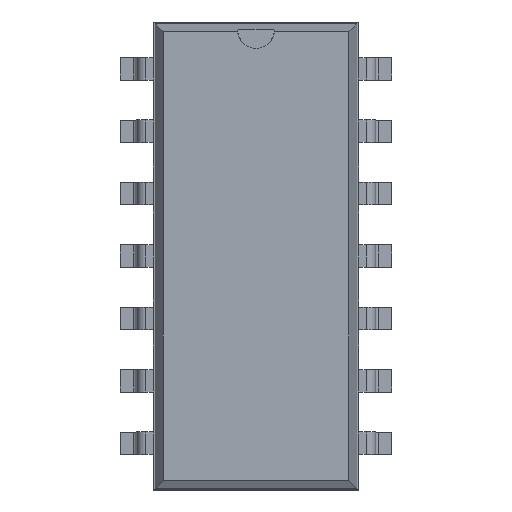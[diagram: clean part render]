
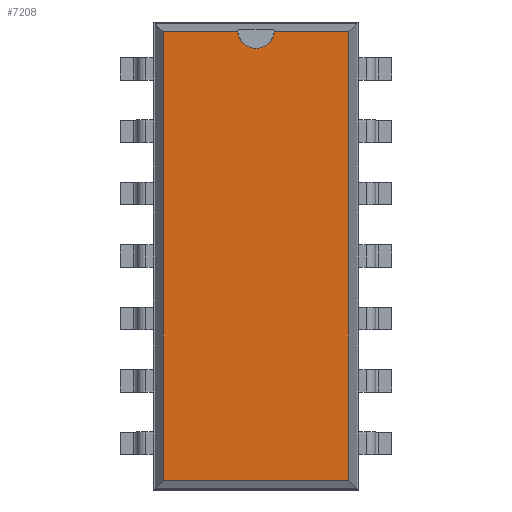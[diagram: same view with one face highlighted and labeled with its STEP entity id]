
A CAD part, top view. The second image highlights one B-rep face of the part: STEP entity #7208.
In plain terms, the highlighted planar face has unit normal (0, 0, 1).
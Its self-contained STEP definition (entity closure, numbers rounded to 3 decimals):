
#4728 = VERTEX_POINT('',#4729);
#4729 = CARTESIAN_POINT('',(3.776,9.126,3.68));
#4734 = EDGE_CURVE('',#4735,#4728,#4737,.T.);
#4735 = VERTEX_POINT('',#4736);
#4736 = CARTESIAN_POINT('',(3.776,-9.126,3.68));
#4737 = LINE('',#4738,#4739);
#4738 = CARTESIAN_POINT('',(3.776,-9.126,3.68));
#4739 = VECTOR('',#4740,1.);
#4740 = DIRECTION('',(0.,1.,0.));
#5913 = VERTEX_POINT('',#5914);
#5914 = CARTESIAN_POINT('',(-3.776,9.126,3.68));
#5919 = EDGE_CURVE('',#5920,#5913,#5922,.T.);
#5920 = VERTEX_POINT('',#5921);
#5921 = CARTESIAN_POINT('',(-0.746,9.126,3.68));
#5922 = LINE('',#5923,#5924);
#5923 = CARTESIAN_POINT('',(3.776,9.126,3.68));
#5924 = VECTOR('',#5925,1.);
#5925 = DIRECTION('',(-1.,0.,0.));
#5945 = VERTEX_POINT('',#5946);
#5946 = CARTESIAN_POINT('',(0.746,9.126,3.68));
#5954 = EDGE_CURVE('',#4728,#5945,#5955,.T.);
#5955 = LINE('',#5956,#5957);
#5956 = CARTESIAN_POINT('',(3.776,9.126,3.68));
#5957 = VECTOR('',#5958,1.);
#5958 = DIRECTION('',(-1.,0.,0.));
#6019 = VERTEX_POINT('',#6020);
#6020 = CARTESIAN_POINT('',(-3.776,-9.126,3.68));
#6025 = EDGE_CURVE('',#5913,#6019,#6026,.T.);
#6026 = LINE('',#6027,#6028);
#6027 = CARTESIAN_POINT('',(-3.776,9.126,3.68));
#6028 = VECTOR('',#6029,1.);
#6029 = DIRECTION('',(0.,-1.,0.));
#7197 = EDGE_CURVE('',#6019,#4735,#7198,.T.);
#7198 = LINE('',#7199,#7200);
#7199 = CARTESIAN_POINT('',(-3.776,-9.126,3.68));
#7200 = VECTOR('',#7201,1.);
#7201 = DIRECTION('',(1.,0.,0.));
#7208 = ADVANCED_FACE('',(#7209),#7232,.F.);
#7209 = FACE_BOUND('',#7210,.F.);
#7210 = EDGE_LOOP('',(#7211,#7212,#7213,#7214,#7215,#7224,#7231));
#7211 = ORIENTED_EDGE('',*,*,#4734,.F.);
#7212 = ORIENTED_EDGE('',*,*,#7197,.F.);
#7213 = ORIENTED_EDGE('',*,*,#6025,.F.);
#7214 = ORIENTED_EDGE('',*,*,#5919,.F.);
#7215 = ORIENTED_EDGE('',*,*,#7216,.F.);
#7216 = EDGE_CURVE('',#7217,#5920,#7219,.T.);
#7217 = VERTEX_POINT('',#7218);
#7218 = CARTESIAN_POINT('',(0.,8.451,3.68));
#7219 = CIRCLE('',#7220,0.75);
#7220 = AXIS2_PLACEMENT_3D('',#7221,#7222,#7223);
#7221 = CARTESIAN_POINT('',(0.,9.201,3.68));
#7222 = DIRECTION('',(0.,0.,-1.));
#7223 = DIRECTION('',(0.,-1.,0.));
#7224 = ORIENTED_EDGE('',*,*,#7225,.F.);
#7225 = EDGE_CURVE('',#5945,#7217,#7226,.T.);
#7226 = CIRCLE('',#7227,0.75);
#7227 = AXIS2_PLACEMENT_3D('',#7228,#7229,#7230);
#7228 = CARTESIAN_POINT('',(0.,9.201,3.68));
#7229 = DIRECTION('',(0.,0.,-1.));
#7230 = DIRECTION('',(0.,-1.,0.));
#7231 = ORIENTED_EDGE('',*,*,#5954,.F.);
#7232 = PLANE('',#7233);
#7233 = AXIS2_PLACEMENT_3D('',#7234,#7235,#7236);
#7234 = CARTESIAN_POINT('',(3.776,-9.126,3.68));
#7235 = DIRECTION('',(0.,0.,-1.));
#7236 = DIRECTION('',(-0.382,0.924,0.));
